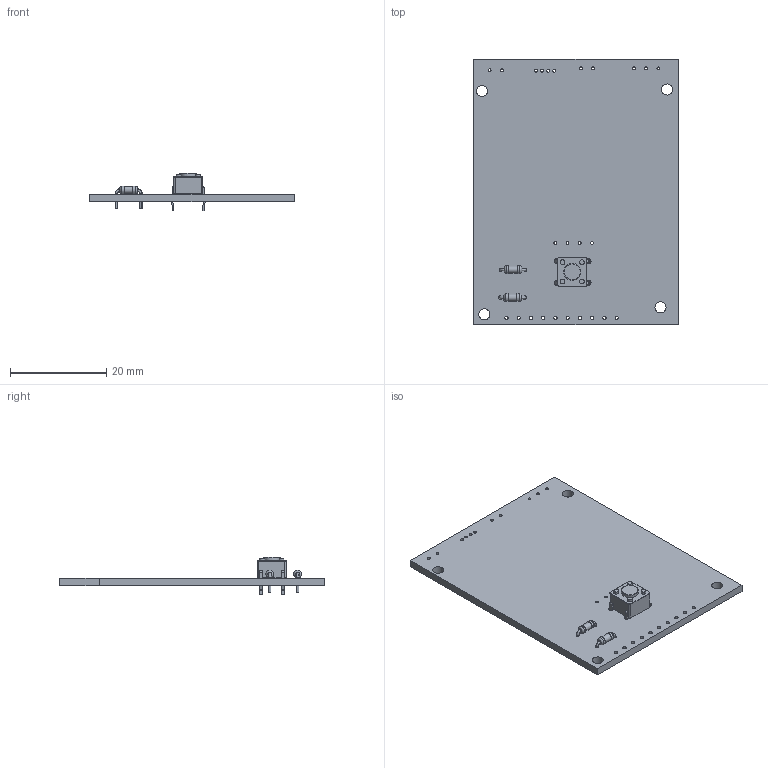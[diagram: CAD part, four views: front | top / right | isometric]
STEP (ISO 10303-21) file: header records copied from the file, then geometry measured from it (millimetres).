
FILE_DESCRIPTION(('KiCad electronic assembly'),'2;1');
FILE_NAME('universal2.step','2025-08-28T00:51:02',('Pcbnew'),('Kicad'), 'Open CASCADE STEP processor 7.8','KiCad to STEP converter','Unknown' );
FILE_SCHEMA(('AUTOMOTIVE_DESIGN { 1 0 10303 214 1 1 1 1 }'));
Length unit declared in the file: millimetre
Products named in the file (6): universal2 1; R_Axial_DIN0204_L3.6mm_D1.6mm_P5.08mm_Horizontal; R_Axial_DIN0204_L36mm_D16mm_P508mm_Horizontal; SW_PUSH_6mm_H4.3mm; SW_PUSH_6mm_h4.3mm; universal2_PCB
Assembly tree (6 placements, depth 3):
  universal2 1
    R_Axial_DIN0204_L3.6mm_D1.6mm_P5.08mm_Horizontal  x2
      R_Axial_DIN0204_L36mm_D16mm_P508mm_Horizontal
    SW_PUSH_6mm_H4.3mm
      SW_PUSH_6mm_h4.3mm
    universal2_PCB
Bounding box: 42.4 x 54.95 x 7.8 mm (x, y, z)
Volume: 3837.2 mm3; surface area: 5343.8 mm2
Topology: 4 solids, 4 shells, 179 faces, 449 edges, 291 vertices
Faces by surface type: cylinder 88, plane 82, torus 9
Full cylindrical faces by diameter (mm): 0.5 x4, 0.6 x15, 0.7 x14, 1 x4, 1.1 x4, 1.44 x2, 1.6 x4, 2.3 x4, 3.5 x1
Entity records: 6354 total; most frequent: CARTESIAN_POINT 1074, DIRECTION 936, ORIENTED_EDGE 852, EDGE_CURVE 426, AXIS2_PLACEMENT_3D 341, VERTEX_POINT 277, LINE 254, VECTOR 254
